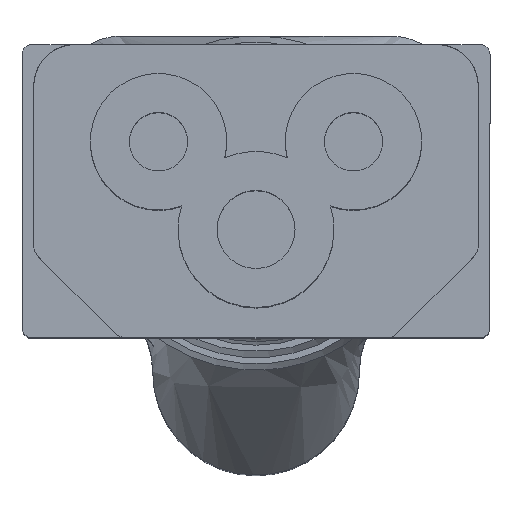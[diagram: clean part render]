
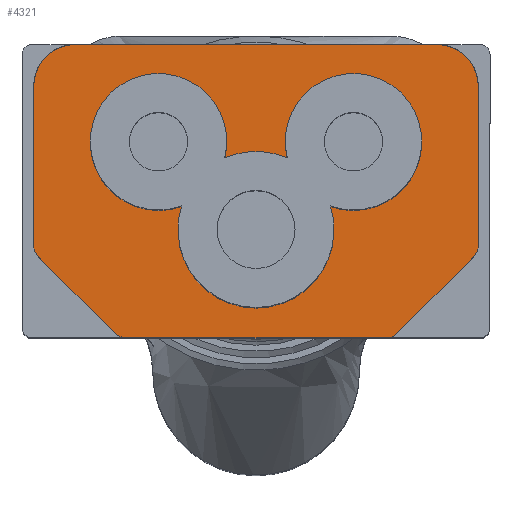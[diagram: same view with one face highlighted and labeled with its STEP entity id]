
A CAD part, top view. The second image highlights one B-rep face of the part: STEP entity #4321.
In plain terms, the highlighted planar face has unit normal (0, 0, 1).
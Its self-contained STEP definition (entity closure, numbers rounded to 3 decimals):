
#57 = LINE ( 'NONE', #8446, #5366 ) ;
#92 = VERTEX_POINT ( 'NONE', #1621 ) ;
#102 = EDGE_CURVE ( 'NONE', #7288, #4342, #4288, .T. ) ;
#136 = CARTESIAN_POINT ( 'NONE',  ( -1.601, 1.666, 195. ) ) ;
#184 = EDGE_CURVE ( 'NONE', #92, #7288, #2603, .T. ) ;
#192 = ORIENTED_EDGE ( 'NONE', *, *, #264, .F. ) ;
#264 = EDGE_CURVE ( 'NONE', #8286, #92, #312, .T. ) ;
#312 = CIRCLE ( 'NONE', #5070, 3.5 ) ;
#330 = ORIENTED_EDGE ( 'NONE', *, *, #1902, .T. ) ;
#371 = DIRECTION ( 'NONE',  ( -1., 0., 0. ) ) ;
#374 = DIRECTION ( 'NONE',  ( 0., 0., 1. ) ) ;
#387 = CARTESIAN_POINT ( 'NONE',  ( -5., 2.5, 195. ) ) ;
#396 = CARTESIAN_POINT ( 'NONE',  ( -11.2, -3.327, 195. ) ) ;
#561 = EDGE_LOOP ( 'NONE', ( #4959, #3347, #7743, #836, #8259, #330, #6862, #3355, #8966, #3555, #6630, #6423 ) ) ;
#732 = AXIS2_PLACEMENT_3D ( 'NONE', #3328, #3290, #3276 ) ;
#789 = VERTEX_POINT ( 'NONE', #396 ) ;
#836 = ORIENTED_EDGE ( 'NONE', *, *, #5798, .T. ) ;
#920 = CARTESIAN_POINT ( 'NONE',  ( -7.21, -7.318, 195. ) ) ;
#931 = AXIS2_PLACEMENT_3D ( 'NONE', #5581, #5556, #5531 ) ;
#954 = AXIS2_PLACEMENT_3D ( 'NONE', #7253, #7398, #7305 ) ;
#965 = AXIS2_PLACEMENT_3D ( 'NONE', #3293, #2679, #2658 ) ;
#1035 = CIRCLE ( 'NONE', #4600, 2.132 ) ;
#1129 = VERTEX_POINT ( 'NONE', #8352 ) ;
#1248 = DIRECTION ( 'NONE',  ( -1., 0., 0. ) ) ;
#1266 = DIRECTION ( 'NONE',  ( 1., 0., 0. ) ) ;
#1285 = DIRECTION ( 'NONE',  ( 0., 0., 1. ) ) ;
#1294 = CARTESIAN_POINT ( 'NONE',  ( 10.641, -2.813, 195. ) ) ;
#1337 = DIRECTION ( 'NONE',  ( 0., 0., 1. ) ) ;
#1349 = CARTESIAN_POINT ( 'NONE',  ( 11.4, -2.845, 195. ) ) ;
#1433 = CIRCLE ( 'NONE', #965, 0.702 ) ;
#1459 = CARTESIAN_POINT ( 'NONE',  ( 0., -2., 195. ) ) ;
#1471 = DIRECTION ( 'NONE',  ( 0., 1., 0. ) ) ;
#1567 = CARTESIAN_POINT ( 'NONE',  ( 7.21, -7.318, 195. ) ) ;
#1621 = CARTESIAN_POINT ( 'NONE',  ( -3.813, -0.793, 195. ) ) ;
#1673 = CARTESIAN_POINT ( 'NONE',  ( 5., 2.5, 195. ) ) ;
#1681 = DIRECTION ( 'NONE',  ( 0., 0., 1. ) ) ;
#1683 = DIRECTION ( 'NONE',  ( 1., 0., 0. ) ) ;
#1689 = VECTOR ( 'NONE', #1471, 1000. ) ;
#1831 = ORIENTED_EDGE ( 'NONE', *, *, #184, .F. ) ;
#1835 = CARTESIAN_POINT ( 'NONE',  ( 7.21, -7.318, 195. ) ) ;
#1902 = EDGE_CURVE ( 'NONE', #8005, #1129, #57, .T. ) ;
#1949 = CARTESIAN_POINT ( 'NONE',  ( 1.601, 1.666, 195. ) ) ;
#2156 = AXIS2_PLACEMENT_3D ( 'NONE', #2490, #2485, #2475 ) ;
#2201 = CIRCLE ( 'NONE', #931, 2.132 ) ;
#2205 = CARTESIAN_POINT ( 'NONE',  ( -6.728, -7.517, 195. ) ) ;
#2320 = FACE_OUTER_BOUND ( 'NONE', #561, .T. ) ;
#2433 = VECTOR ( 'NONE', #3364, 1000. ) ;
#2475 = DIRECTION ( 'NONE',  ( -1., 0., 0. ) ) ;
#2485 = DIRECTION ( 'NONE',  ( 0., 0., 1. ) ) ;
#2490 = CARTESIAN_POINT ( 'NONE',  ( -9.268, 5.386, 195. ) ) ;
#2591 = PLANE ( 'NONE',  #2156 ) ;
#2603 = CIRCLE ( 'NONE', #5204, 4. ) ;
#2623 = EDGE_LOOP ( 'NONE', ( #8193, #3349, #1831, #192 ) ) ;
#2658 = DIRECTION ( 'NONE',  ( -1., 0., 0. ) ) ;
#2679 = DIRECTION ( 'NONE',  ( 0., 0., 1. ) ) ;
#2725 = VERTEX_POINT ( 'NONE', #5989 ) ;
#2838 = LINE ( 'NONE', #3391, #6282 ) ;
#2860 = VERTEX_POINT ( 'NONE', #5594 ) ;
#2880 = EDGE_CURVE ( 'NONE', #4402, #8005, #6009, .T. ) ;
#3007 = AXIS2_PLACEMENT_3D ( 'NONE', #5429, #5418, #5417 ) ;
#3037 = VERTEX_POINT ( 'NONE', #5093 ) ;
#3075 = CARTESIAN_POINT ( 'NONE',  ( -11.4, -2.845, 195. ) ) ;
#3105 = DIRECTION ( 'NONE',  ( -1., 0., 0. ) ) ;
#3126 = DIRECTION ( 'NONE',  ( 0., 0., 1. ) ) ;
#3138 = CARTESIAN_POINT ( 'NONE',  ( -9.268, 5.386, 195. ) ) ;
#3151 = CARTESIAN_POINT ( 'NONE',  ( -11.4, 5.386, 195. ) ) ;
#3276 = DIRECTION ( 'NONE',  ( -1., 0., 0. ) ) ;
#3290 = DIRECTION ( 'NONE',  ( 0., 0., 1. ) ) ;
#3293 = CARTESIAN_POINT ( 'NONE',  ( 6.719, -6.816, 195. ) ) ;
#3297 = CARTESIAN_POINT ( 'NONE',  ( 9.219, 7.517, 195. ) ) ;
#3328 = CARTESIAN_POINT ( 'NONE',  ( -10.569, -2.783, 195. ) ) ;
#3347 = ORIENTED_EDGE ( 'NONE', *, *, #5864, .T. ) ;
#3349 = ORIENTED_EDGE ( 'NONE', *, *, #102, .F. ) ;
#3355 = ORIENTED_EDGE ( 'NONE', *, *, #8762, .T. ) ;
#3364 = DIRECTION ( 'NONE',  ( 0., -1., 0. ) ) ;
#3389 = LINE ( 'NONE', #1835, #7334 ) ;
#3391 = CARTESIAN_POINT ( 'NONE',  ( -11.2, -3.327, 195. ) ) ;
#3453 = DIRECTION ( 'NONE',  ( 0.707, -0.707, 0. ) ) ;
#3555 = ORIENTED_EDGE ( 'NONE', *, *, #6438, .T. ) ;
#3996 = LINE ( 'NONE', #5413, #5724 ) ;
#4288 = CIRCLE ( 'NONE', #5289, 3.5 ) ;
#4321 = ADVANCED_FACE ( 'NONE', ( #2320, #7359 ), #2591, .T. ) ;
#4342 = VERTEX_POINT ( 'NONE', #1949 ) ;
#4402 = VERTEX_POINT ( 'NONE', #920 ) ;
#4520 = AXIS2_PLACEMENT_3D ( 'NONE', #1294, #1285, #1266 ) ;
#4600 = AXIS2_PLACEMENT_3D ( 'NONE', #3138, #3126, #3105 ) ;
#4655 = VERTEX_POINT ( 'NONE', #1567 ) ;
#4959 = ORIENTED_EDGE ( 'NONE', *, *, #5822, .T. ) ;
#5010 = VERTEX_POINT ( 'NONE', #3075 ) ;
#5070 = AXIS2_PLACEMENT_3D ( 'NONE', #387, #374, #371 ) ;
#5093 = CARTESIAN_POINT ( 'NONE',  ( 11.2, -3.327, 195. ) ) ;
#5204 = AXIS2_PLACEMENT_3D ( 'NONE', #1459, #1337, #1248 ) ;
#5288 = LINE ( 'NONE', #1349, #1689 ) ;
#5289 = AXIS2_PLACEMENT_3D ( 'NONE', #1673, #1681, #1683 ) ;
#5366 = VECTOR ( 'NONE', #8449, 1000. ) ;
#5384 = VERTEX_POINT ( 'NONE', #7532 ) ;
#5413 = CARTESIAN_POINT ( 'NONE',  ( 9.219, 7.517, 195. ) ) ;
#5417 = DIRECTION ( 'NONE',  ( 1., 0., 0. ) ) ;
#5418 = DIRECTION ( 'NONE',  ( 0., 0., 1. ) ) ;
#5429 = CARTESIAN_POINT ( 'NONE',  ( -6.695, -6.756, 195. ) ) ;
#5435 = DIRECTION ( 'NONE',  ( 0.707, 0.707, 0. ) ) ;
#5531 = DIRECTION ( 'NONE',  ( 1., 0., 0. ) ) ;
#5556 = DIRECTION ( 'NONE',  ( 0., 0., 1. ) ) ;
#5581 = CARTESIAN_POINT ( 'NONE',  ( 9.268, 5.386, 195. ) ) ;
#5594 = CARTESIAN_POINT ( 'NONE',  ( 11.4, -2.845, 195. ) ) ;
#5620 = DIRECTION ( 'NONE',  ( -1., 0., 0. ) ) ;
#5724 = VECTOR ( 'NONE', #5620, 1000. ) ;
#5774 = EDGE_CURVE ( 'NONE', #5010, #789, #6710, .T. ) ;
#5798 = EDGE_CURVE ( 'NONE', #789, #4402, #2838, .T. ) ;
#5822 = EDGE_CURVE ( 'NONE', #6738, #5384, #1035, .T. ) ;
#5864 = EDGE_CURVE ( 'NONE', #5384, #5010, #7941, .T. ) ;
#5989 = CARTESIAN_POINT ( 'NONE',  ( 11.4, 5.386, 195. ) ) ;
#6009 = CIRCLE ( 'NONE', #3007, 0.762 ) ;
#6282 = VECTOR ( 'NONE', #3453, 1000. ) ;
#6410 = EDGE_CURVE ( 'NONE', #3037, #2860, #7585, .T. ) ;
#6423 = ORIENTED_EDGE ( 'NONE', *, *, #8633, .T. ) ;
#6438 = EDGE_CURVE ( 'NONE', #2860, #2725, #5288, .T. ) ;
#6467 = CARTESIAN_POINT ( 'NONE',  ( -9.219, 7.517, 195. ) ) ;
#6630 = ORIENTED_EDGE ( 'NONE', *, *, #7482, .T. ) ;
#6710 = CIRCLE ( 'NONE', #732, 0.833 ) ;
#6738 = VERTEX_POINT ( 'NONE', #6467 ) ;
#6778 = CARTESIAN_POINT ( 'NONE',  ( 3.813, -0.793, 195. ) ) ;
#6862 = ORIENTED_EDGE ( 'NONE', *, *, #8797, .T. ) ;
#7253 = CARTESIAN_POINT ( 'NONE',  ( 0., -2., 195. ) ) ;
#7288 = VERTEX_POINT ( 'NONE', #6778 ) ;
#7305 = DIRECTION ( 'NONE',  ( -1., 0., 0. ) ) ;
#7334 = VECTOR ( 'NONE', #5435, 1000. ) ;
#7359 = FACE_BOUND ( 'NONE', #2623, .T. ) ;
#7398 = DIRECTION ( 'NONE',  ( 0., 0., 1. ) ) ;
#7482 = EDGE_CURVE ( 'NONE', #2725, #7837, #2201, .T. ) ;
#7532 = CARTESIAN_POINT ( 'NONE',  ( -11.4, 5.386, 195. ) ) ;
#7585 = CIRCLE ( 'NONE', #4520, 0.76 ) ;
#7743 = ORIENTED_EDGE ( 'NONE', *, *, #5774, .T. ) ;
#7837 = VERTEX_POINT ( 'NONE', #3297 ) ;
#7941 = LINE ( 'NONE', #3151, #2433 ) ;
#8005 = VERTEX_POINT ( 'NONE', #2205 ) ;
#8193 = ORIENTED_EDGE ( 'NONE', *, *, #8855, .F. ) ;
#8259 = ORIENTED_EDGE ( 'NONE', *, *, #2880, .T. ) ;
#8286 = VERTEX_POINT ( 'NONE', #136 ) ;
#8351 = CIRCLE ( 'NONE', #954, 4. ) ;
#8352 = CARTESIAN_POINT ( 'NONE',  ( 6.728, -7.517, 195. ) ) ;
#8446 = CARTESIAN_POINT ( 'NONE',  ( -6.728, -7.517, 195. ) ) ;
#8449 = DIRECTION ( 'NONE',  ( 1., 0., 0. ) ) ;
#8633 = EDGE_CURVE ( 'NONE', #7837, #6738, #3996, .T. ) ;
#8762 = EDGE_CURVE ( 'NONE', #4655, #3037, #3389, .T. ) ;
#8797 = EDGE_CURVE ( 'NONE', #1129, #4655, #1433, .T. ) ;
#8855 = EDGE_CURVE ( 'NONE', #4342, #8286, #8351, .T. ) ;
#8966 = ORIENTED_EDGE ( 'NONE', *, *, #6410, .T. ) ;
